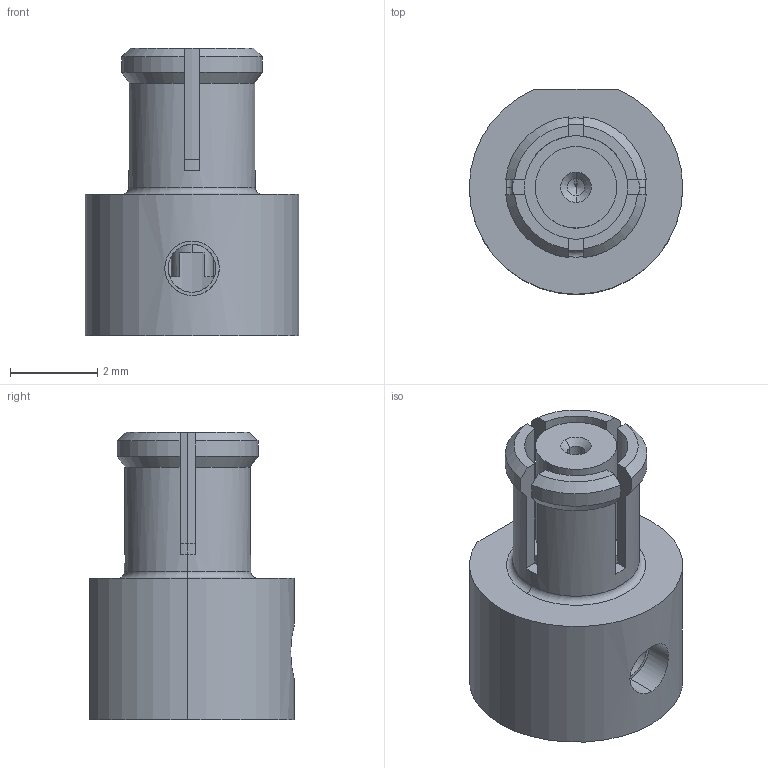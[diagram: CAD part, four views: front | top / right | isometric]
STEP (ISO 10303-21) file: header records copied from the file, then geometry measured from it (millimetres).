
FILE_DESCRIPTION (( 'STEP AP203' ), '1' );
FILE_NAME ('旃-50-970堎-00.STEP', '2020-03-05T02:32:04', ( '' ), ( '' ), 'SwSTEP 2.0', 'SolidWorks 2017', '' );
FILE_SCHEMA (( 'CONFIG_CONTROL_DESIGN' ));
Length unit declared in the file: millimetre
Products named in the file (1): 旃-50-970堎-00
Bounding box: 4.9 x 4.7 x 6.6 mm (x, y, z)
Volume: 63.6 mm3; surface area: 180.8 mm2
Topology: 1 solids, 1 shells, 72 faces, 189 edges, 123 vertices
Faces by surface type: cylinder 30, plane 28, cone 12, torus 2
Entity records: 2366 total; most frequent: CARTESIAN_POINT 479, DIRECTION 391, ORIENTED_EDGE 374, EDGE_CURVE 187, AXIS2_PLACEMENT_3D 151, VERTEX_POINT 123, VECTOR 89, LINE 89
